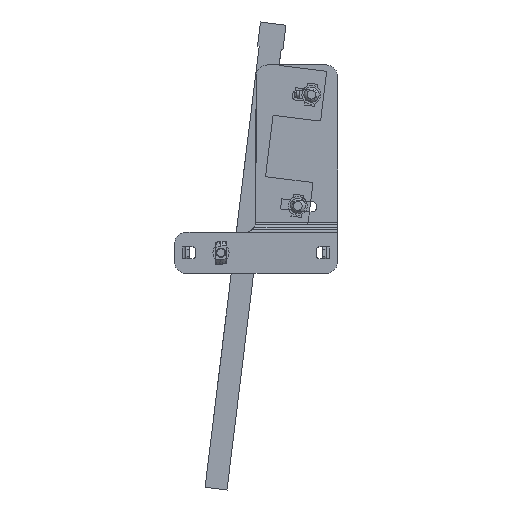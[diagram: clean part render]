
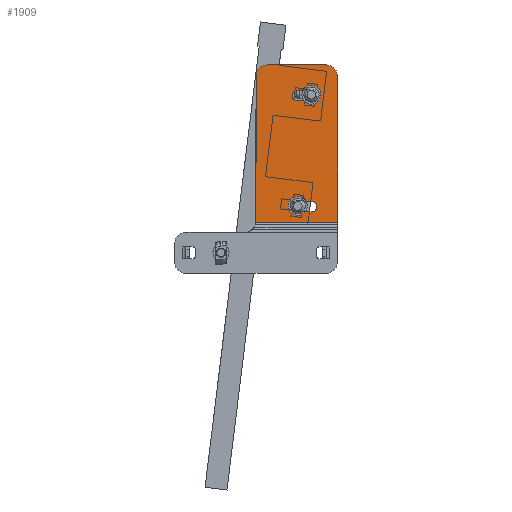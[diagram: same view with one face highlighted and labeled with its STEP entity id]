
A CAD part, left-side view. The second image highlights one B-rep face of the part: STEP entity #1909.
In plain terms, the highlighted planar face has unit normal (-1, 0, 0).
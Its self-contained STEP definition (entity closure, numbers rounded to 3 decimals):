
#1909=ADVANCED_FACE('',(#3877,#3878,#3879),#3880,.F.);
#3877=FACE_BOUND('',#5853,.T.);
#3878=FACE_BOUND('',#5854,.T.);
#3879=FACE_OUTER_BOUND('',#5855,.T.);
#3880=PLANE('',#5856);
#5853=EDGE_LOOP('',(#11891,#11892,#11893,#11894,#11895,#11896,#11897));
#5854=EDGE_LOOP('',(#11898,#11899,#11900,#11901,#11902,#11903,#11904));
#5855=EDGE_LOOP('',(#11905,#11906,#11907,#11908,#11909,#11910,#11911));
#5856=AXIS2_PLACEMENT_3D('',#11912,#11913,#11914);
#11891=ORIENTED_EDGE('',*,*,#14391,.T.);
#11892=ORIENTED_EDGE('',*,*,#14388,.T.);
#11893=ORIENTED_EDGE('',*,*,#14392,.T.);
#11894=ORIENTED_EDGE('',*,*,#14385,.F.);
#11895=ORIENTED_EDGE('',*,*,#14382,.F.);
#11896=ORIENTED_EDGE('',*,*,#12064,.F.);
#11897=ORIENTED_EDGE('',*,*,#14380,.F.);
#11898=ORIENTED_EDGE('',*,*,#14394,.T.);
#11899=ORIENTED_EDGE('',*,*,#14378,.T.);
#11900=ORIENTED_EDGE('',*,*,#14396,.T.);
#11901=ORIENTED_EDGE('',*,*,#14445,.F.);
#11902=ORIENTED_EDGE('',*,*,#12057,.F.);
#11903=ORIENTED_EDGE('',*,*,#14449,.F.);
#11904=ORIENTED_EDGE('',*,*,#14450,.F.);
#11905=ORIENTED_EDGE('',*,*,#14374,.F.);
#11906=ORIENTED_EDGE('',*,*,#14372,.F.);
#11907=ORIENTED_EDGE('',*,*,#14368,.T.);
#11908=ORIENTED_EDGE('',*,*,#14365,.F.);
#11909=ORIENTED_EDGE('',*,*,#14363,.F.);
#11910=ORIENTED_EDGE('',*,*,#14359,.F.);
#11911=ORIENTED_EDGE('',*,*,#14356,.F.);
#11912=CARTESIAN_POINT('',(5.0,-100.,161.));
#11913=DIRECTION('',(1.0,0.,0.));
#11914=DIRECTION('',(0.,-1.0,0.0));
#12057=EDGE_CURVE('NONE',#14495,#14498,#14499,.T.);
#12064=EDGE_CURVE('NONE',#14509,#14505,#14511,.T.);
#14356=EDGE_CURVE('NONE',#17890,#17892,#17893,.T.);
#14359=EDGE_CURVE('NONE',#17892,#17896,#17897,.T.);
#14363=EDGE_CURVE('NONE',#17896,#17900,#17902,.T.);
#14365=EDGE_CURVE('NONE',#17900,#17904,#17905,.T.);
#14368=EDGE_CURVE('NONE',#17908,#17904,#17909,.T.);
#14372=EDGE_CURVE('NONE',#17908,#17912,#17914,.T.);
#14374=EDGE_CURVE('NONE',#17912,#17890,#17916,.T.);
#14378=EDGE_CURVE('NONE',#17918,#17920,#17922,.T.);
#14380=EDGE_CURVE('',#17851,#14509,#17924,.T.);
#14382=EDGE_CURVE('NONE',#14505,#17926,#17927,.T.);
#14385=EDGE_CURVE('NONE',#17926,#17853,#17930,.T.);
#14388=EDGE_CURVE('NONE',#17934,#17932,#17935,.T.);
#14391=EDGE_CURVE('',#17851,#17934,#17938,.T.);
#14392=EDGE_CURVE('NONE',#17932,#17853,#17939,.T.);
#14394=EDGE_CURVE('',#17941,#17918,#17942,.T.);
#14396=EDGE_CURVE('NONE',#17920,#17943,#17945,.T.);
#14445=EDGE_CURVE('NONE',#14498,#17943,#18019,.T.);
#14449=EDGE_CURVE('NONE',#18024,#14495,#18025,.T.);
#14450=EDGE_CURVE('',#17941,#18024,#18026,.T.);
#14495=VERTEX_POINT('',#18084);
#14498=VERTEX_POINT('NONE',#18088);
#14499=CIRCLE('',#18089,4.5);
#14505=VERTEX_POINT('',#18096);
#14509=VERTEX_POINT('NONE',#18101);
#14511=CIRCLE('',#18104,4.5);
#17851=VERTEX_POINT('',#23998);
#17853=VERTEX_POINT('',#24001);
#17890=VERTEX_POINT('NONE',#24048);
#17892=VERTEX_POINT('NONE',#24051);
#17893=LINE('',#24052,#24053);
#17896=VERTEX_POINT('NONE',#24057);
#17897=CIRCLE('',#24058,10.);
#17900=VERTEX_POINT('NONE',#24062);
#17902=LINE('',#24064,#24065);
#17904=VERTEX_POINT('NONE',#24067);
#17905=LINE('',#24068,#24069);
#17908=VERTEX_POINT('NONE',#24081);
#17909=CIRCLE('',#24082,10.0);
#17912=VERTEX_POINT('NONE',#24086);
#17914=LINE('',#24089,#24090);
#17916=CIRCLE('',#24092,10.0);
#17918=VERTEX_POINT('NONE',#24094);
#17920=VERTEX_POINT('NONE',#24097);
#17922=CIRCLE('',#24100,8.1);
#17924=LINE('',#24102,#24103);
#17926=VERTEX_POINT('NONE',#24105);
#17927=CIRCLE('',#24106,4.5);
#17930=LINE('',#24110,#24111);
#17932=VERTEX_POINT('NONE',#24113);
#17934=VERTEX_POINT('NONE',#24116);
#17935=CIRCLE('',#24117,8.1);
#17938=CIRCLE('',#24121,8.1);
#17939=CIRCLE('',#24122,8.1);
#17941=VERTEX_POINT('',#24124);
#17942=CIRCLE('',#24125,8.1);
#17943=VERTEX_POINT('',#24126);
#17945=CIRCLE('',#24128,8.1);
#18019=LINE('',#24226,#24227);
#18024=VERTEX_POINT('NONE',#24234);
#18025=CIRCLE('',#24235,4.5);
#18026=LINE('',#24236,#24237);
#18084=CARTESIAN_POINT('',(5.0,-61.022,134.764));
#18088=CARTESIAN_POINT('',(5.0,-65.797,130.273));
#18089=AXIS2_PLACEMENT_3D('',#24317,#24318,#24319);
#18096=CARTESIAN_POINT('',(5.0,-82.,39.497));
#18101=CARTESIAN_POINT('',(5.0,-77.225,35.005));
#18104=AXIS2_PLACEMENT_3D('',#24329,#24330,#24331);
#23998=CARTESIAN_POINT('',(5.0,-72.248,35.31));
#24001=CARTESIAN_POINT('',(5.0,-72.798,44.293));
#24048=CARTESIAN_POINT('',(5.0,-40.,161.));
#24051=CARTESIAN_POINT('',(5.0,-90.,161.));
#24052=CARTESIAN_POINT('',(5.0,-100.,161.));
#24053=VECTOR('',#26864,1000.0);
#24057=CARTESIAN_POINT('',(5.0,-100.,151.));
#24058=AXIS2_PLACEMENT_3D('',#26866,#26867,#26868);
#24062=CARTESIAN_POINT('',(5.0,-100.,26.228));
#24064=CARTESIAN_POINT('',(5.0,-100.,161.));
#24065=VECTOR('',#26873,1000.0);
#24067=CARTESIAN_POINT('',(5.,-29.919,26.228));
#24068=CARTESIAN_POINT('',(5.0,-100.,26.228));
#24069=VECTOR('',#26874,1000.0);
#24081=CARTESIAN_POINT('',(5.,-30.,27.5));
#24082=AXIS2_PLACEMENT_3D('',#26875,#26876,#26877);
#24086=CARTESIAN_POINT('',(5.0,-30.,151.));
#24089=CARTESIAN_POINT('',(5.,-30.,161.));
#24090=VECTOR('',#26880,1000.0);
#24092=AXIS2_PLACEMENT_3D('',#26881,#26882,#26883);
#24094=CARTESIAN_POINT('',(5.0,-78.487,143.536));
#24097=CARTESIAN_POINT('',(5.0,-76.513,127.457));
#24100=AXIS2_PLACEMENT_3D('',#26886,#26887,#26888);
#24102=CARTESIAN_POINT('',(5.,-65.248,35.738));
#24103=VECTOR('',#26889,1000.0);
#24105=CARTESIAN_POINT('',(5.0,-77.775,43.988));
#24106=AXIS2_PLACEMENT_3D('',#26890,#26891,#26892);
#24110=CARTESIAN_POINT('',(5.0,-77.775,43.988));
#24111=VECTOR('',#26894,1000.0);
#24113=CARTESIAN_POINT('',(5.0,-66.788,48.252));
#24116=CARTESIAN_POINT('',(5.0,-64.813,32.173));
#24117=AXIS2_PLACEMENT_3D('',#26896,#26897,#26898);
#24121=AXIS2_PLACEMENT_3D('',#26900,#26901,#26902);
#24122=AXIS2_PLACEMENT_3D('',#26903,#26904,#26905);
#24124=CARTESIAN_POINT('',(5.0,-70.503,139.577));
#24125=AXIS2_PLACEMENT_3D('',#26906,#26907,#26908);
#24126=CARTESIAN_POINT('',(5.0,-71.052,130.594));
#24128=AXIS2_PLACEMENT_3D('',#26912,#26913,#26914);
#24226=CARTESIAN_POINT('',(5.,-65.797,130.273));
#24227=VECTOR('',#26981,1000.0);
#24234=CARTESIAN_POINT('',(5.0,-65.248,139.256));
#24235=AXIS2_PLACEMENT_3D('',#26984,#26985,#26986);
#24236=CARTESIAN_POINT('',(5.0,-77.225,139.988));
#24237=VECTOR('',#26987,1000.0);
#24317=CARTESIAN_POINT('',(5.0,-65.522,134.764));
#24318=DIRECTION('',(-1.0,0.,0.));
#24319=DIRECTION('',(0.,-1.0,0.0));
#24329=CARTESIAN_POINT('',(5.0,-77.5,39.497));
#24330=DIRECTION('',(-1.0,0.,0.));
#24331=DIRECTION('',(0.,1.0,0.0));
#26864=DIRECTION('',(0.,-1.0,-0.0));
#26866=CARTESIAN_POINT('',(5.0,-90.,151.));
#26867=DIRECTION('',(1.0,0.,0.));
#26868=DIRECTION('',(0.,1.0,0.));
#26873=DIRECTION('',(0.,0.,-1.0));
#26874=DIRECTION('',(0.,1.0,0.0));
#26875=CARTESIAN_POINT('',(5.,-20.,27.5));
#26876=DIRECTION('',(1.0,0.,0.));
#26877=DIRECTION('',(0.,-1.0,-0.0));
#26880=DIRECTION('',(0.,0.,1.0));
#26881=CARTESIAN_POINT('',(5.0,-40.,151.));
#26882=DIRECTION('',(1.0,0.,0.));
#26883=DIRECTION('',(0.,1.0,0.0));
#26886=CARTESIAN_POINT('',(5.0,-77.5,135.497));
#26887=DIRECTION('',(1.0,0.,0.));
#26888=DIRECTION('',(0.,0.122,-0.993));
#26889=DIRECTION('',(0.,-0.998,-0.061));
#26890=CARTESIAN_POINT('',(5.0,-77.5,39.497));
#26891=DIRECTION('',(-1.0,0.,0.));
#26892=DIRECTION('',(0.,1.0,0.0));
#26894=DIRECTION('',(0.,0.998,0.061));
#26896=CARTESIAN_POINT('',(5.0,-65.801,40.212));
#26897=DIRECTION('',(1.0,0.,0.));
#26898=DIRECTION('',(0.,0.122,-0.993));
#26900=CARTESIAN_POINT('',(5.0,-65.801,40.212));
#26901=DIRECTION('',(1.0,0.,0.));
#26902=DIRECTION('',(0.,0.122,-0.993));
#26903=CARTESIAN_POINT('',(5.0,-65.801,40.212));
#26904=DIRECTION('',(1.0,0.,0.));
#26905=DIRECTION('',(0.,0.122,-0.993));
#26906=CARTESIAN_POINT('',(5.0,-77.5,135.497));
#26907=DIRECTION('',(1.0,0.,0.));
#26908=DIRECTION('',(0.,0.122,-0.993));
#26912=CARTESIAN_POINT('',(5.0,-77.5,135.497));
#26913=DIRECTION('',(1.0,0.,0.));
#26914=DIRECTION('',(0.,0.122,-0.993));
#26981=DIRECTION('',(0.,-0.998,0.061));
#26984=CARTESIAN_POINT('',(5.0,-65.522,134.764));
#26985=DIRECTION('',(-1.0,0.,0.));
#26986=DIRECTION('',(0.,-1.0,0.0));
#26987=DIRECTION('',(0.,0.998,-0.061));
